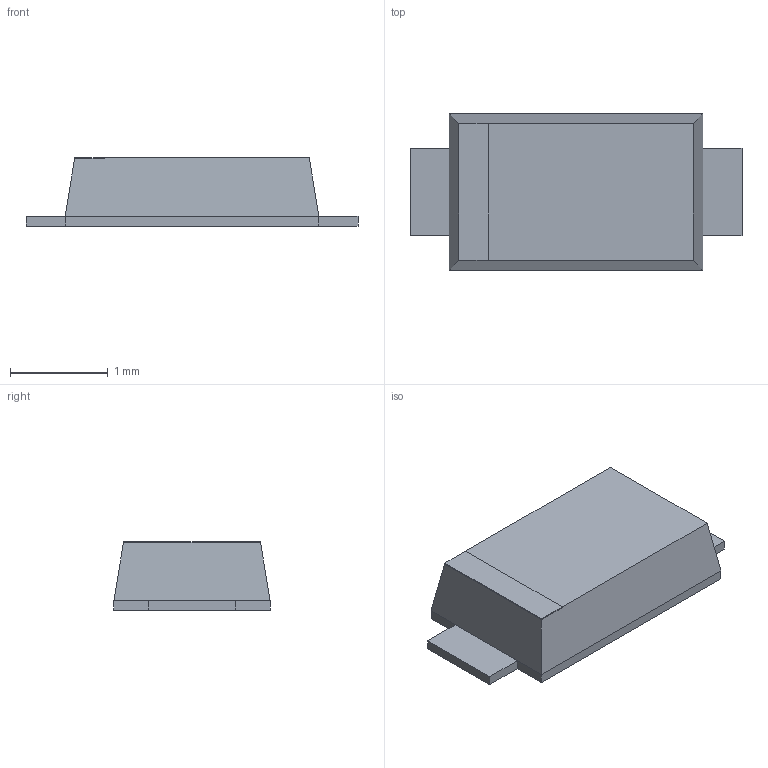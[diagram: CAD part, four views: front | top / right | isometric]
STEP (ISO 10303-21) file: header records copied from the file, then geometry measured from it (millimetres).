
FILE_DESCRIPTION((''),'2;1');
FILE_NAME('SODFL3516X70N.stp','2012-10-11T15:58:15',(''),(''),'Mechanical Desktop 2011','Mechanical Desktop 2011',', , ');
FILE_SCHEMA(('AUTOMOTIVE_DESIGN { 1 2 10303 214 1 1 1 1 }'));
Length unit declared in the file: millimetre
Products named in the file (1): Product
Bounding box: 3.4 x 1.6 x 0.7 mm (x, y, z)
Volume: 2.7 mm3; surface area: 24.4 mm2
Topology: 5 solids, 5 shells, 35 faces, 75 edges, 54 vertices
Faces by surface type: plane 35
Entity records: 982 total; most frequent: CARTESIAN_POINT 161, DIRECTION 147, ORIENTED_EDGE 142, VECTOR 75, LINE 75, EDGE_CURVE 71, VERTEX_POINT 46, AXIS2_PLACEMENT_3D 36
